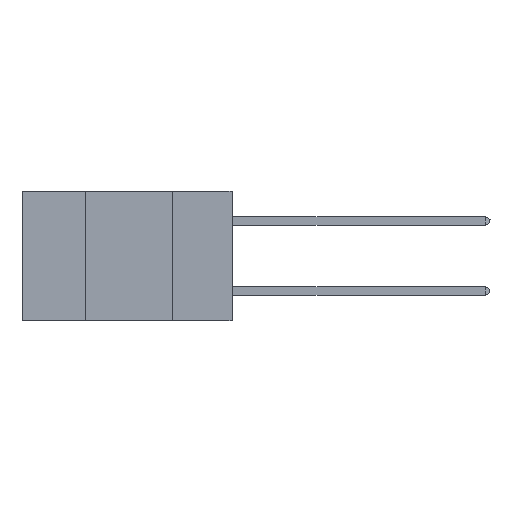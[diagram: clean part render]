
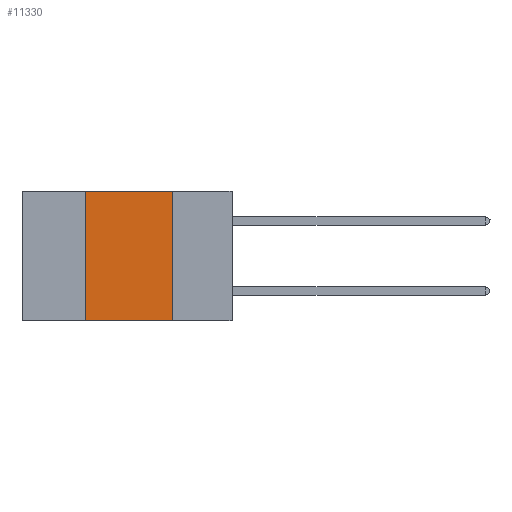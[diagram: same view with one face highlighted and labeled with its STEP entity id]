
A CAD part, left-side view. The second image highlights one B-rep face of the part: STEP entity #11330.
In plain terms, the highlighted planar face has unit normal (-1, 0, 0).
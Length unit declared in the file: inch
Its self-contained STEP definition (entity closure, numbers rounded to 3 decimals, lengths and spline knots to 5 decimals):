
#9 = DIRECTION ( 'NONE',  ( 0., 0., 1. ) ) ;
#350 = DIRECTION ( 'NONE',  ( 0., -1., 0. ) ) ;
#609 = CARTESIAN_POINT ( 'NONE',  ( 0., 0.42, 0. ) ) ;
#786 = VERTEX_POINT ( 'NONE', #10846 ) ;
#1372 = VECTOR ( 'NONE', #19128, 39.37008 ) ;
#1458 = CARTESIAN_POINT ( 'NONE',  ( 0., 0.6, 0. ) ) ;
#2216 = AXIS2_PLACEMENT_3D ( 'NONE', #20511, #11760, #10305 ) ;
#2918 = EDGE_LOOP ( 'NONE', ( #8615, #15168, #23036, #12844 ) ) ;
#4639 = VERTEX_POINT ( 'NONE', #7896 ) ;
#4763 = EDGE_CURVE ( 'NONE', #786, #4639, #17884, .T. ) ;
#6455 = CARTESIAN_POINT ( 'NONE',  ( 0., 0.17, 0. ) ) ;
#6608 = VECTOR ( 'NONE', #350, 39.37008 ) ;
#7305 = FACE_OUTER_BOUND ( 'NONE', #2918, .T. ) ;
#7896 = CARTESIAN_POINT ( 'NONE',  ( 0., 0.17, -0.37 ) ) ;
#8615 = ORIENTED_EDGE ( 'NONE', *, *, #24864, .F. ) ;
#9048 = VERTEX_POINT ( 'NONE', #609 ) ;
#9655 = VECTOR ( 'NONE', #22103, 39.37008 ) ;
#10305 = DIRECTION ( 'NONE',  ( 0., 0., -1. ) ) ;
#10846 = CARTESIAN_POINT ( 'NONE',  ( 0., 0.42, -0.37 ) ) ;
#11330 = ADVANCED_FACE ( 'NONE', ( #7305 ), #16058, .F. ) ;
#11760 = DIRECTION ( 'NONE',  ( 1., 0., 0. ) ) ;
#12254 = LINE ( 'NONE', #1458, #1372 ) ;
#12383 = EDGE_CURVE ( 'NONE', #786, #9048, #15113, .T. ) ;
#12844 = ORIENTED_EDGE ( 'NONE', *, *, #4763, .T. ) ;
#13102 = CARTESIAN_POINT ( 'NONE',  ( 0., 0.42, 0. ) ) ;
#13524 = CARTESIAN_POINT ( 'NONE',  ( 0., 0.17, 0. ) ) ;
#13975 = EDGE_CURVE ( 'NONE', #9048, #18532, #12254, .T. ) ;
#15113 = LINE ( 'NONE', #13102, #26536 ) ;
#15168 = ORIENTED_EDGE ( 'NONE', *, *, #13975, .F. ) ;
#16058 = PLANE ( 'NONE',  #2216 ) ;
#17219 = LINE ( 'NONE', #6455, #9655 ) ;
#17743 = CARTESIAN_POINT ( 'NONE',  ( 0., 0.6, -0.37 ) ) ;
#17884 = LINE ( 'NONE', #17743, #6608 ) ;
#18532 = VERTEX_POINT ( 'NONE', #13524 ) ;
#19128 = DIRECTION ( 'NONE',  ( 0., -1., 0. ) ) ;
#20511 = CARTESIAN_POINT ( 'NONE',  ( 0., 0.6, 0. ) ) ;
#22103 = DIRECTION ( 'NONE',  ( 0., 0., -1. ) ) ;
#23036 = ORIENTED_EDGE ( 'NONE', *, *, #12383, .F. ) ;
#24864 = EDGE_CURVE ( 'NONE', #18532, #4639, #17219, .T. ) ;
#26536 = VECTOR ( 'NONE', #9, 39.37008 ) ;
